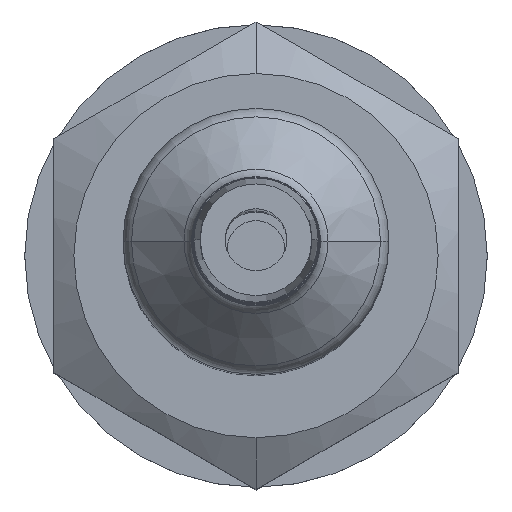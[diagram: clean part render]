
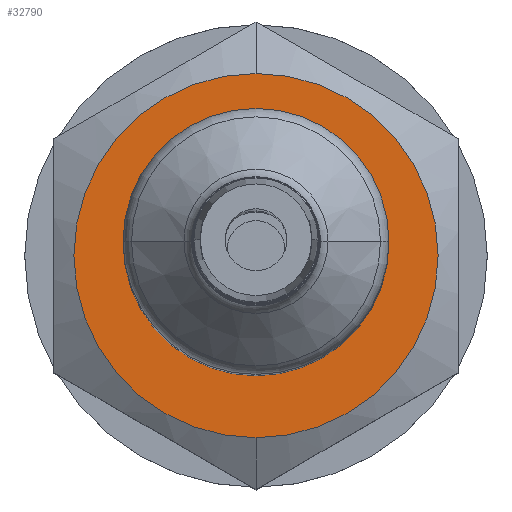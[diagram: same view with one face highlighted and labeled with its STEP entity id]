
A CAD part, top view. The second image highlights one B-rep face of the part: STEP entity #32790.
In plain terms, the highlighted planar face has unit normal (0, 0, 1).
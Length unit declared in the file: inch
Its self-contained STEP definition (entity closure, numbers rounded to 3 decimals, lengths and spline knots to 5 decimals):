
#32481=CARTESIAN_POINT('',(0.,0.,2.544));
#32482=DIRECTION('',(0.,0.,1.));
#32483=DIRECTION('',(-1.,0.,0.));
#32484=AXIS2_PLACEMENT_3D('',#32481,#32482,#32483);
#32486=CARTESIAN_POINT('',(0.,0.,2.544));
#32487=DIRECTION('',(0.,0.,1.));
#32488=DIRECTION('',(1.,0.,0.));
#32489=AXIS2_PLACEMENT_3D('',#32486,#32487,#32488);
#32491=CARTESIAN_POINT('',(0.,0.,2.544));
#32492=DIRECTION('',(0.,0.,1.));
#32493=DIRECTION('',(0.,1.,0.));
#32494=AXIS2_PLACEMENT_3D('',#32491,#32492,#32493);
#32496=CARTESIAN_POINT('',(0.,0.,2.544));
#32497=DIRECTION('',(0.,0.,1.));
#32498=DIRECTION('',(0.,-1.,0.));
#32499=AXIS2_PLACEMENT_3D('',#32496,#32497,#32498);
#32698=CARTESIAN_POINT('',(-1.65,0.,2.544));
#32700=VERTEX_POINT('',#32698);
#32702=CARTESIAN_POINT('',(1.65,0.,2.544));
#32704=VERTEX_POINT('',#32702);
#32705=CARTESIAN_POINT('',(0.,3.15,2.544));
#32707=VERTEX_POINT('',#32705);
#32713=CARTESIAN_POINT('',(0.,-3.15,2.544));
#32715=VERTEX_POINT('',#32713);
#32775=CARTESIAN_POINT('',(0.,0.,2.544));
#32776=DIRECTION('',(0.,0.,1.));
#32777=DIRECTION('',(1.,0.,0.));
#32778=AXIS2_PLACEMENT_3D('',#32775,#32776,#32777);
#32779=PLANE('',#32778);
#32781=ORIENTED_EDGE('',*,*,#32780,.F.);
#32783=ORIENTED_EDGE('',*,*,#32782,.F.);
#32784=EDGE_LOOP('',(#32781,#32783));
#32785=FACE_OUTER_BOUND('',#32784,.F.);
#32786=ORIENTED_EDGE('',*,*,#32757,.T.);
#32787=ORIENTED_EDGE('',*,*,#32768,.T.);
#32788=EDGE_LOOP('',(#32786,#32787));
#32789=FACE_BOUND('',#32788,.F.);
#32790=ADVANCED_FACE('',(#32785,#32789),#32779,.T.);
#32485=CIRCLE('',#32484,1.65);
#32490=CIRCLE('',#32489,1.65);
#32495=CIRCLE('',#32494,3.15);
#32500=CIRCLE('',#32499,3.15);
#32757=EDGE_CURVE('',#32700,#32704,#32485,.T.);
#32768=EDGE_CURVE('',#32704,#32700,#32490,.T.);
#32780=EDGE_CURVE('',#32707,#32715,#32495,.T.);
#32782=EDGE_CURVE('',#32715,#32707,#32500,.T.);
